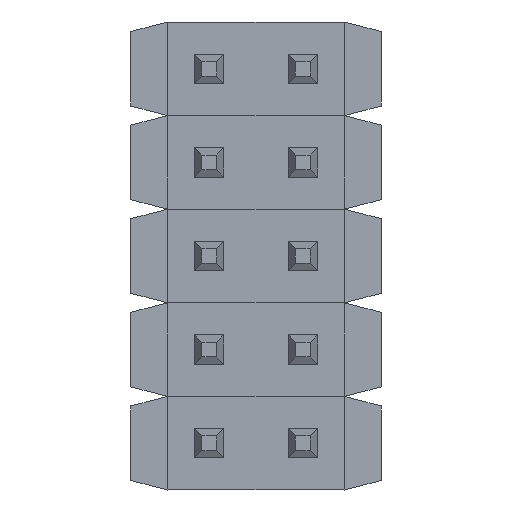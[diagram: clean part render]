
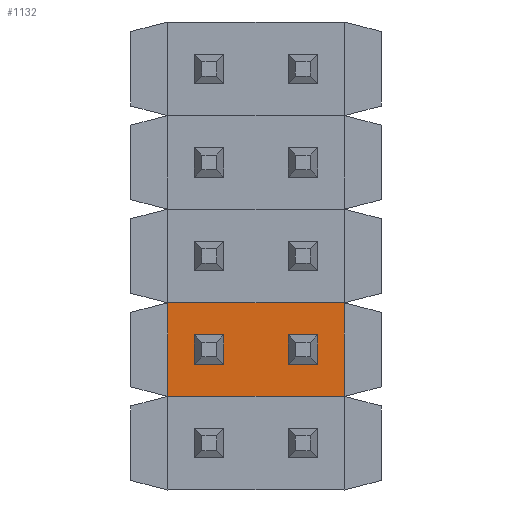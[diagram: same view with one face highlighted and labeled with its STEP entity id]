
A CAD part, front view. The second image highlights one B-rep face of the part: STEP entity #1132.
In plain terms, the highlighted face is planar.
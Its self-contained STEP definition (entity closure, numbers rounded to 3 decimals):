
#329 = AXIS2_PLACEMENT_3D ( 'NONE', #528, #493, #529 ) ;
#448 = CARTESIAN_POINT ( 'NONE',  ( 2.135, 0.835, 1.1 ) ) ;
#451 = CARTESIAN_POINT ( 'NONE',  ( 1.265, 0.435, 1.1 ) ) ;
#452 = CARTESIAN_POINT ( 'NONE',  ( 0.865, 0.835, 1.1 ) ) ;
#454 = CARTESIAN_POINT ( 'NONE',  ( 2.135, 0.435, 1.1 ) ) ;
#455 = CARTESIAN_POINT ( 'NONE',  ( 2.535, 0.435, 1.1 ) ) ;
#464 = CARTESIAN_POINT ( 'NONE',  ( 2.535, 0.835, 1.1 ) ) ;
#474 = CARTESIAN_POINT ( 'NONE',  ( 1.265, 0.835, 1.1 ) ) ;
#475 = CARTESIAN_POINT ( 'NONE',  ( 0.865, 0.435, 1.1 ) ) ;
#493 = DIRECTION ( 'NONE',  ( 0., 0., -1. ) ) ;
#494 = PLANE ( 'NONE',  #329 ) ;
#528 = CARTESIAN_POINT ( 'NONE',  ( 0.5, 2.5, 1.1 ) ) ;
#529 = DIRECTION ( 'NONE',  ( -1., 0., 0. ) ) ;
#539 = CARTESIAN_POINT ( 'NONE',  ( 2.9, 1.27, 1.1 ) ) ;
#621 = CARTESIAN_POINT ( 'NONE',  ( 0.5, 0., 1.1 ) ) ;
#792 = LINE ( 'NONE', #1342, #799 ) ;
#799 = VECTOR ( 'NONE', #1321, 1000. ) ;
#808 = VECTOR ( 'NONE', #1325, 1000. ) ;
#809 = VECTOR ( 'NONE', #1236, 1000. ) ;
#836 = LINE ( 'NONE', #1347, #808 ) ;
#841 = LINE ( 'NONE', #1351, #809 ) ;
#857 = LINE ( 'NONE', #1260, #886 ) ;
#878 = LINE ( 'NONE', #1258, #887 ) ;
#879 = LINE ( 'NONE', #1222, #888 ) ;
#880 = VECTOR ( 'NONE', #1256, 1000. ) ;
#881 = VECTOR ( 'NONE', #1257, 1000. ) ;
#883 = LINE ( 'NONE', #1220, #880 ) ;
#884 = LINE ( 'NONE', #1219, #885 ) ;
#885 = VECTOR ( 'NONE', #1223, 1000. ) ;
#886 = VECTOR ( 'NONE', #1231, 1000. ) ;
#887 = VECTOR ( 'NONE', #1238, 1000. ) ;
#888 = VECTOR ( 'NONE', #1259, 1000. ) ;
#892 = LINE ( 'NONE', #1261, #897 ) ;
#897 = VECTOR ( 'NONE', #1283, 1000. ) ;
#906 = LINE ( 'NONE', #1248, #881 ) ;
#916 = FACE_BOUND ( 'NONE', #1042, .T. ) ;
#931 = VECTOR ( 'NONE', #1280, 1000. ) ;
#941 = FACE_OUTER_BOUND ( 'NONE', #1055, .T. ) ;
#953 = LINE ( 'NONE', #1290, #931 ) ;
#959 = LINE ( 'NONE', #1267, #960 ) ;
#960 = VECTOR ( 'NONE', #1263, 1000. ) ;
#966 = FACE_BOUND ( 'NONE', #1054, .T. ) ;
#975 = ORIENTED_EDGE ( 'NONE', *, *, #1113, .F. ) ;
#979 = ORIENTED_EDGE ( 'NONE', *, *, #1099, .F. ) ;
#980 = ORIENTED_EDGE ( 'NONE', *, *, #1087, .F. ) ;
#990 = ORIENTED_EDGE ( 'NONE', *, *, #1084, .F. ) ;
#991 = ORIENTED_EDGE ( 'NONE', *, *, #1114, .F. ) ;
#998 = ORIENTED_EDGE ( 'NONE', *, *, #1075, .F. ) ;
#999 = ORIENTED_EDGE ( 'NONE', *, *, #1091, .F. ) ;
#1017 = ORIENTED_EDGE ( 'NONE', *, *, #1058, .F. ) ;
#1018 = ORIENTED_EDGE ( 'NONE', *, *, #1073, .F. ) ;
#1026 = ORIENTED_EDGE ( 'NONE', *, *, #1078, .T. ) ;
#1028 = ORIENTED_EDGE ( 'NONE', *, *, #1057, .T. ) ;
#1031 = ORIENTED_EDGE ( 'NONE', *, *, #1093, .F. ) ;
#1042 = EDGE_LOOP ( 'NONE', ( #998, #979, #1018, #999 ) ) ;
#1054 = EDGE_LOOP ( 'NONE', ( #1017, #975, #990, #1031 ) ) ;
#1055 = EDGE_LOOP ( 'NONE', ( #1028, #1026, #991, #980 ) ) ;
#1057 = EDGE_CURVE ( 'NONE', #1198, #1203, #792, .T. ) ;
#1058 = EDGE_CURVE ( 'NONE', #1177, #1180, #836, .T. ) ;
#1073 = EDGE_CURVE ( 'NONE', #1183, #1187, #841, .T. ) ;
#1075 = EDGE_CURVE ( 'NONE', #1189, #1190, #906, .T. ) ;
#1078 = EDGE_CURVE ( 'NONE', #1203, #1197, #878, .T. ) ;
#1084 = EDGE_CURVE ( 'NONE', #1178, #1181, #857, .T. ) ;
#1087 = EDGE_CURVE ( 'NONE', #1198, #1193, #879, .T. ) ;
#1091 = EDGE_CURVE ( 'NONE', #1190, #1183, #883, .T. ) ;
#1093 = EDGE_CURVE ( 'NONE', #1180, #1178, #884, .T. ) ;
#1099 = EDGE_CURVE ( 'NONE', #1187, #1189, #892, .T. ) ;
#1113 = EDGE_CURVE ( 'NONE', #1181, #1177, #953, .T. ) ;
#1114 = EDGE_CURVE ( 'NONE', #1193, #1197, #959, .T. ) ;
#1132 = ADVANCED_FACE ( 'NONE', ( #916, #966, #941 ), #494, .F. ) ;
#1177 = VERTEX_POINT ( 'NONE', #475 ) ;
#1178 = VERTEX_POINT ( 'NONE', #474 ) ;
#1180 = VERTEX_POINT ( 'NONE', #451 ) ;
#1181 = VERTEX_POINT ( 'NONE', #452 ) ;
#1183 = VERTEX_POINT ( 'NONE', #464 ) ;
#1187 = VERTEX_POINT ( 'NONE', #448 ) ;
#1189 = VERTEX_POINT ( 'NONE', #454 ) ;
#1190 = VERTEX_POINT ( 'NONE', #455 ) ;
#1193 = VERTEX_POINT ( 'NONE', #539 ) ;
#1197 = VERTEX_POINT ( 'NONE', #1308 ) ;
#1198 = VERTEX_POINT ( 'NONE', #1270 ) ;
#1203 = VERTEX_POINT ( 'NONE', #621 ) ;
#1219 = CARTESIAN_POINT ( 'NONE',  ( 1.265, 0.835, 1.1 ) ) ;
#1220 = CARTESIAN_POINT ( 'NONE',  ( 2.535, 0.835, 1.1 ) ) ;
#1222 = CARTESIAN_POINT ( 'NONE',  ( 0., 1.27, 1.1 ) ) ;
#1223 = DIRECTION ( 'NONE',  ( 0., 1., 0. ) ) ;
#1231 = DIRECTION ( 'NONE',  ( -1., 0., 0. ) ) ;
#1236 = DIRECTION ( 'NONE',  ( -1., 0., 0. ) ) ;
#1238 = DIRECTION ( 'NONE',  ( 1., 0., 0. ) ) ;
#1248 = CARTESIAN_POINT ( 'NONE',  ( 2.535, 0.435, 1.1 ) ) ;
#1256 = DIRECTION ( 'NONE',  ( 0., 1., 0. ) ) ;
#1257 = DIRECTION ( 'NONE',  ( 1., 0., 0. ) ) ;
#1258 = CARTESIAN_POINT ( 'NONE',  ( 0.5, 0., 1.1 ) ) ;
#1259 = DIRECTION ( 'NONE',  ( 1., 0., 0. ) ) ;
#1260 = CARTESIAN_POINT ( 'NONE',  ( 1.265, 0.835, 1.1 ) ) ;
#1261 = CARTESIAN_POINT ( 'NONE',  ( 2.135, 0.835, 1.1 ) ) ;
#1263 = DIRECTION ( 'NONE',  ( 0., -1., 0. ) ) ;
#1267 = CARTESIAN_POINT ( 'NONE',  ( 2.9, 2.5, 1.1 ) ) ;
#1270 = CARTESIAN_POINT ( 'NONE',  ( 0.5, 1.27, 1.1 ) ) ;
#1280 = DIRECTION ( 'NONE',  ( 0., -1., 0. ) ) ;
#1283 = DIRECTION ( 'NONE',  ( 0., -1., 0. ) ) ;
#1290 = CARTESIAN_POINT ( 'NONE',  ( 0.865, 0.835, 1.1 ) ) ;
#1308 = CARTESIAN_POINT ( 'NONE',  ( 2.9, 0., 1.1 ) ) ;
#1321 = DIRECTION ( 'NONE',  ( 0., -1., 0. ) ) ;
#1325 = DIRECTION ( 'NONE',  ( 1., 0., 0. ) ) ;
#1342 = CARTESIAN_POINT ( 'NONE',  ( 0.5, 2.5, 1.1 ) ) ;
#1347 = CARTESIAN_POINT ( 'NONE',  ( 1.265, 0.435, 1.1 ) ) ;
#1351 = CARTESIAN_POINT ( 'NONE',  ( 2.535, 0.835, 1.1 ) ) ;
